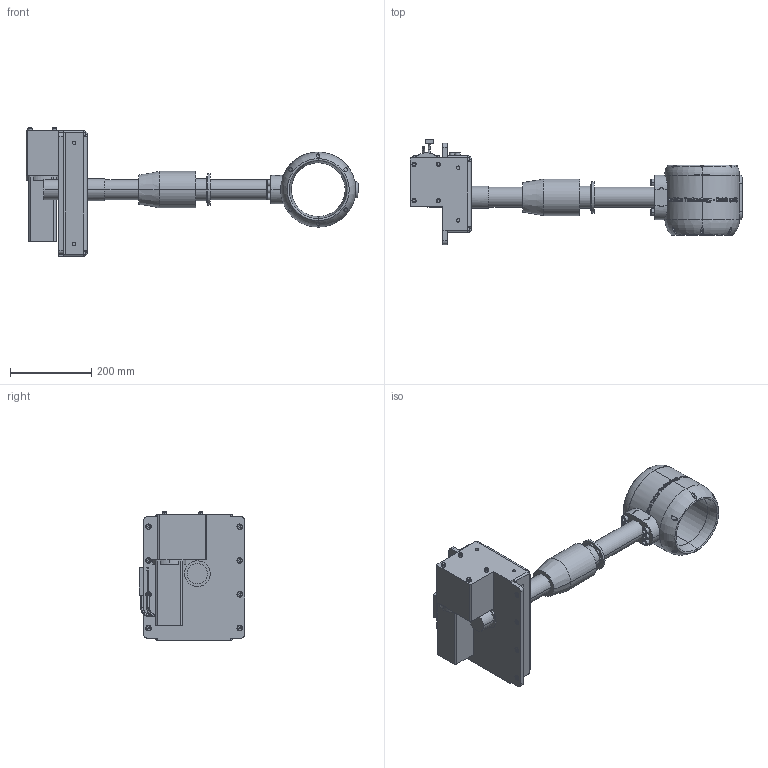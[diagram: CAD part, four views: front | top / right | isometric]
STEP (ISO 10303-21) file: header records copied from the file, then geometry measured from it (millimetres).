
FILE_DESCRIPTION (( 'STEP AP214' ), '1' );
FILE_NAME ('P-087-030-rev-B-133.STEP', '2021-12-01T09:00:28', ( '' ), ( '' ), 'SwSTEP 2.0', 'SolidWorks 2021', '' );
FILE_SCHEMA (( 'AUTOMOTIVE_DESIGN' ));
Length unit declared in the file: millimetre
Products named in the file (1): P-087-030-rev-B-133
Bounding box: 819.33 x 260.7 x 317 mm (x, y, z)
Volume: 9934091.8 mm3; surface area: 618802.1 mm2
Topology: 1 solids, 6 shells, 1074 faces, 2657 edges, 1695 vertices
Faces by surface type: plane 444, cylinder 272, bspline 222, torus 78, cone 58
Entity records: 78917 total; most frequent: CARTESIAN_POINT 51551, ORIENTED_EDGE 5274, DIRECTION 4226, EDGE_CURVE 2637, VERTEX_POINT 1695, AXIS2_PLACEMENT_3D 1584, EDGE_LOOP 1200, FACE_OUTER_BOUND 1074
